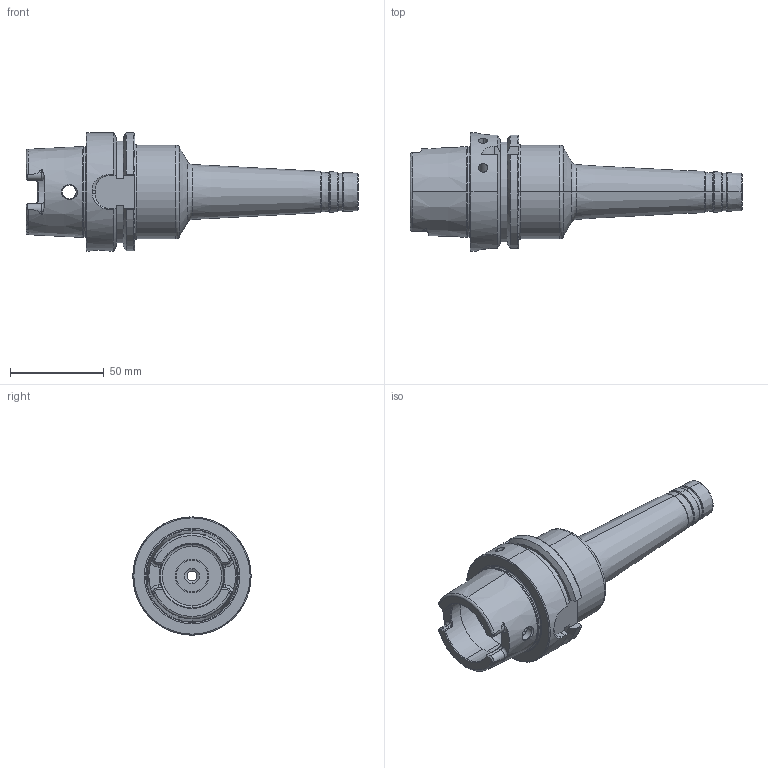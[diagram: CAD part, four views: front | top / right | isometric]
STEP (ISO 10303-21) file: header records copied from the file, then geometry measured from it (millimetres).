
FILE_DESCRIPTION((''),'2;1');
FILE_NAME('HSK63A_BALANCE_20200217','2020-04-27T08:22:34',('eos'),(''),'CREO PARAMETRIC BY PTC INC, 2018500','CREO PARAMETRIC BY PTC INC, 2018500','');
FILE_SCHEMA(('CONFIG_CONTROL_DESIGN'));
Length unit declared in the file: millimetre
Products named in the file (1): HSK63A_BALANCE_20200217
Bounding box: 177 x 63 x 63 mm (x, y, z)
Volume: 172287.6 mm3; surface area: 36295.3 mm2
Topology: 1 solids, 2 shells, 213 faces, 520 edges, 312 vertices
Faces by surface type: cone 57, plane 56, cylinder 55, torus 41, bspline 4
Entity records: 6936 total; most frequent: CARTESIAN_POINT 1917, DIRECTION 1076, ORIENTED_EDGE 1028, EDGE_CURVE 516, AXIS2_PLACEMENT_3D 435, VERTEX_POINT 312, EDGE_LOOP 226, CIRCLE 225
